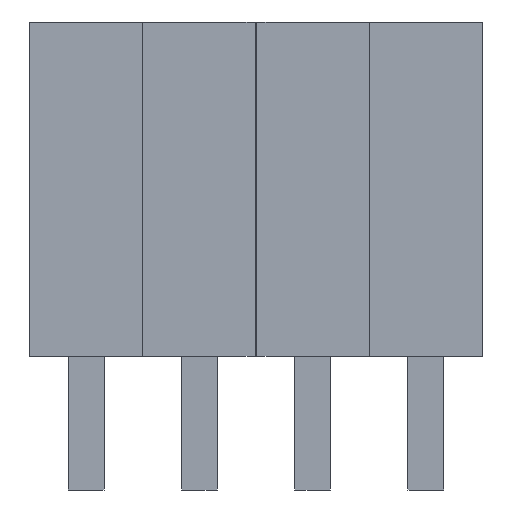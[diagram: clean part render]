
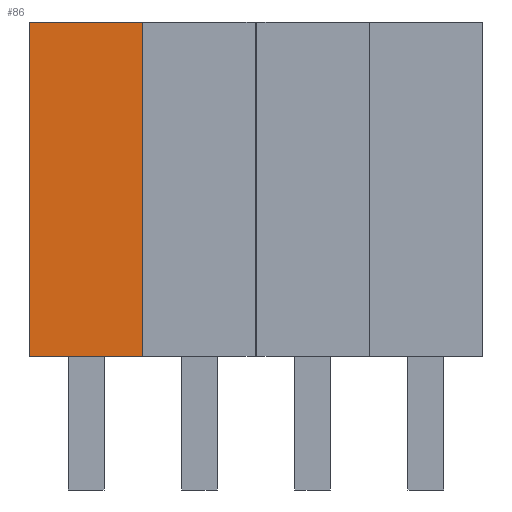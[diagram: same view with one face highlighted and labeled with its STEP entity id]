
A CAD part, left-side view. The second image highlights one B-rep face of the part: STEP entity #86.
In plain terms, the highlighted planar face has unit normal (-1, 0, 0).
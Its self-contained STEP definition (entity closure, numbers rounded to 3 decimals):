
#86 = ADVANCED_FACE('',(#87),#121,.F.);
#87 = FACE_BOUND('',#88,.F.);
#88 = EDGE_LOOP('',(#89,#99,#107,#115));
#89 = ORIENTED_EDGE('',*,*,#90,.F.);
#90 = EDGE_CURVE('',#91,#93,#95,.T.);
#91 = VERTEX_POINT('',#92);
#92 = CARTESIAN_POINT('',(-1.27,-1.271,0.));
#93 = VERTEX_POINT('',#94);
#94 = CARTESIAN_POINT('',(-1.27,-1.271,7.5));
#95 = LINE('',#96,#97);
#96 = CARTESIAN_POINT('',(-1.27,-1.271,0.));
#97 = VECTOR('',#98,1.);
#98 = DIRECTION('',(0.,0.,1.));
#99 = ORIENTED_EDGE('',*,*,#100,.T.);
#100 = EDGE_CURVE('',#91,#101,#103,.T.);
#101 = VERTEX_POINT('',#102);
#102 = CARTESIAN_POINT('',(-1.27,1.271,0.));
#103 = LINE('',#104,#105);
#104 = CARTESIAN_POINT('',(-1.27,-1.271,0.));
#105 = VECTOR('',#106,1.);
#106 = DIRECTION('',(0.,1.,0.));
#107 = ORIENTED_EDGE('',*,*,#108,.T.);
#108 = EDGE_CURVE('',#101,#109,#111,.T.);
#109 = VERTEX_POINT('',#110);
#110 = CARTESIAN_POINT('',(-1.27,1.271,7.5));
#111 = LINE('',#112,#113);
#112 = CARTESIAN_POINT('',(-1.27,1.271,0.));
#113 = VECTOR('',#114,1.);
#114 = DIRECTION('',(0.,0.,1.));
#115 = ORIENTED_EDGE('',*,*,#116,.F.);
#116 = EDGE_CURVE('',#93,#109,#117,.T.);
#117 = LINE('',#118,#119);
#118 = CARTESIAN_POINT('',(-1.27,-1.271,7.5));
#119 = VECTOR('',#120,1.);
#120 = DIRECTION('',(0.,1.,0.));
#121 = PLANE('',#122);
#122 = AXIS2_PLACEMENT_3D('',#123,#124,#125);
#123 = CARTESIAN_POINT('',(-1.27,-1.271,0.));
#124 = DIRECTION('',(1.,0.,0.));
#125 = DIRECTION('',(0.,0.,1.));
